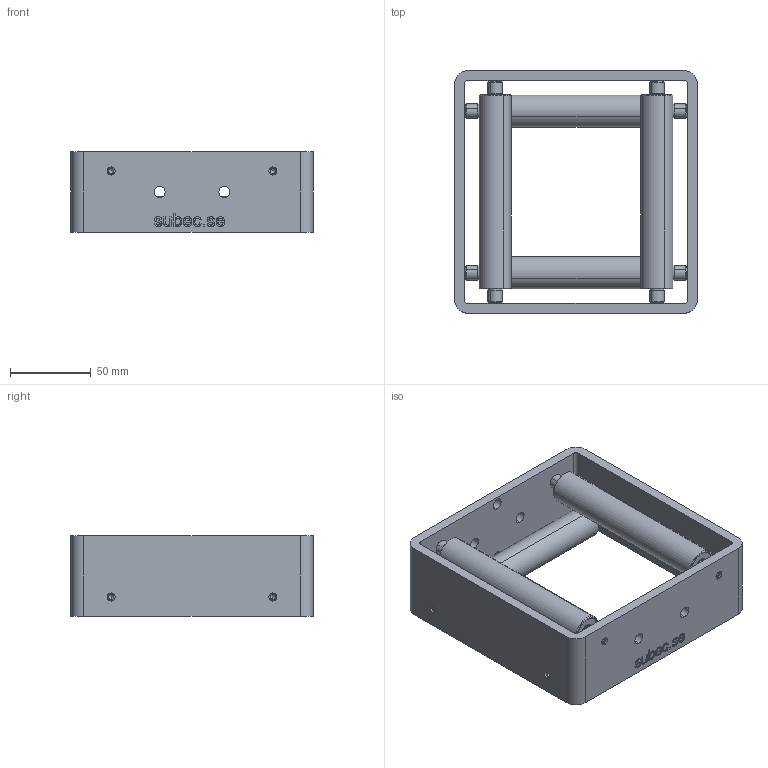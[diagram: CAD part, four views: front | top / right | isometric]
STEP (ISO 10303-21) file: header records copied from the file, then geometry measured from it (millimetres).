
FILE_DESCRIPTION (( 'STEP AP214' ), '1' );
FILE_NAME ('250416 STEP 3-400401-00_6862B.STEP', '2025-04-16T14:16:34', ( '' ), ( '' ), 'SwSTEP 2.0', 'SolidWorks 2024', '' );
FILE_SCHEMA (( 'AUTOMOTIVE_DESIGN' ));
Length unit declared in the file: millimetre
Products named in the file (1): 250416 STEP 3-400401-00_6862B
Bounding box: 150 x 150 x 50 mm (x, y, z)
Volume: 322733.2 mm3; surface area: 99061.1 mm2
Topology: 1 solids, 9 shells, 521 faces, 1212 edges, 744 vertices
Faces by surface type: plane 154, cone 152, cylinder 124, bspline 75, torus 16
Entity records: 19395 total; most frequent: CARTESIAN_POINT 8017, ORIENTED_EDGE 2360, DIRECTION 2252, EDGE_CURVE 1180, AXIS2_PLACEMENT_3D 895, VERTEX_POINT 744, EDGE_LOOP 610, FACE_OUTER_BOUND 521
